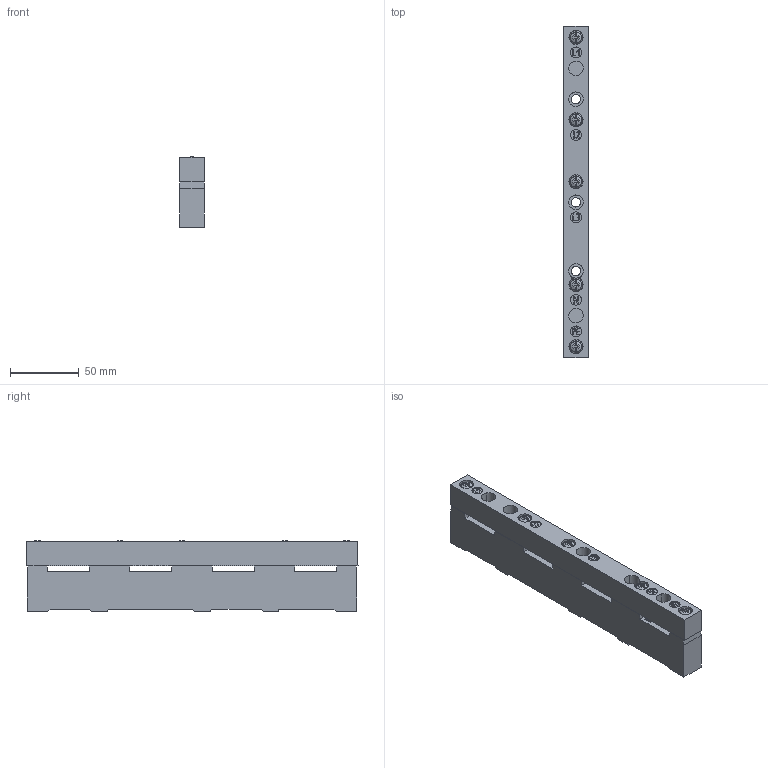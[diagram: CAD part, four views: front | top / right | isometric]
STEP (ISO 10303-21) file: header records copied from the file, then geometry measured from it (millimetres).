
FILE_DESCRIPTION(('CATIA V5 STEP'),'2;1');
FILE_NAME('G1440002_L_Sammelschienentraeger SST-60_4.stp','2015-08-11T11:32:42+00:00',('none'),('Jean Müller GmbH'),'CATIA Version 5 Release 19 SP 9 (IN-10)','CATIA V5 STEP AP214','none');
FILE_SCHEMA(('AUTOMOTIVE_DESIGN { 1 0 10303 214 1 1 1 1 }'));
Length unit declared in the file: millimetre
Products named in the file (4): G1440002_L_Sammelschienentraeger SST-60/4; 33675_01_L_SST-Unterteil 4-polig-SST-60/4; 33676_01_L_SST-Oberteil 4-polig-SST-60/4; 67481_Ejot-PT-Schraube
Assembly tree (7 placements, depth 2):
  G1440002_L_Sammelschienentraeger SST-60/4
    33675_01_L_SST-Unterteil 4-polig-SST-60/4
    33676_01_L_SST-Oberteil 4-polig-SST-60/4
    67481_Ejot-PT-Schraube  x5
Bounding box: 18 x 241.6 x 51.32 mm (x, y, z)
Volume: 145136.5 mm3; surface area: 72542.4 mm2
Topology: 16 solids, 16 shells, 1270 faces, 2987 edges, 1799 vertices
Faces by surface type: plane 941, cylinder 153, torus 121, cone 40, sphere 15
Entity records: 21284 total; most frequent: CARTESIAN_POINT 3956, ORIENTED_EDGE 3390, DIRECTION 2512, EDGE_CURVE 1695, VECTOR 1208, LINE 1208, VERTEX_POINT 1095, AXIS2_PLACEMENT_3D 818
